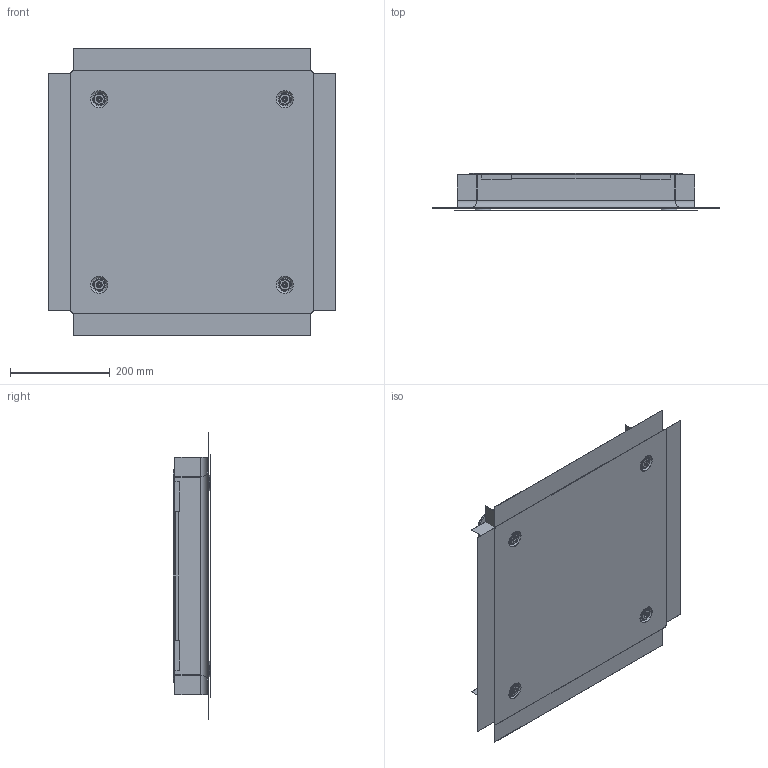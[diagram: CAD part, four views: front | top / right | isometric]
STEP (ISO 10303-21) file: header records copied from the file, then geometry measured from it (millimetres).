
FILE_DESCRIPTION((''),'2;1');
FILE_NAME('U05301KUN_ASM','2022-10-09T00:43:53',('SK00731324'),(''),'CREO PARAMETRIC BY PTC INC, 2020281','CREO PARAMETRIC BY PTC INC, 2020281','');
FILE_SCHEMA(('CONFIG_CONTROL_DESIGN'));
Length unit declared in the file: millimetre
Products named in the file (9): U05359KUN; U05349KUN; U09121KUN; U05363KUN; U05354KUN; U05351KUN; U05356KUN; U05341KUN_ASM; U05301KUN_ASM
Assembly tree (23 placements, depth 3):
  U05301KUN_ASM
    U05359KUN
    U05349KUN  x4
    U09121KUN  x4
    U05363KUN  x4
    U05341KUN_ASM
      U05354KUN  x4
      U05351KUN  x4
      U05356KUN
Bounding box: 576.8 x 75 x 576.8 mm (x, y, z)
Volume: 976445.8 mm3; surface area: 1557310.1 mm2
Topology: 22 solids, 26 shells, 880 faces, 2228 edges, 1464 vertices
Faces by surface type: plane 548, cylinder 204, cone 80, extrusion 40, torus 8
Entity records: 8886 total; most frequent: CARTESIAN_POINT 1862, DIRECTION 1488, ORIENTED_EDGE 1344, EDGE_CURVE 674, AXIS2_PLACEMENT_3D 521, VECTOR 446, VERTEX_POINT 444, LINE 436
